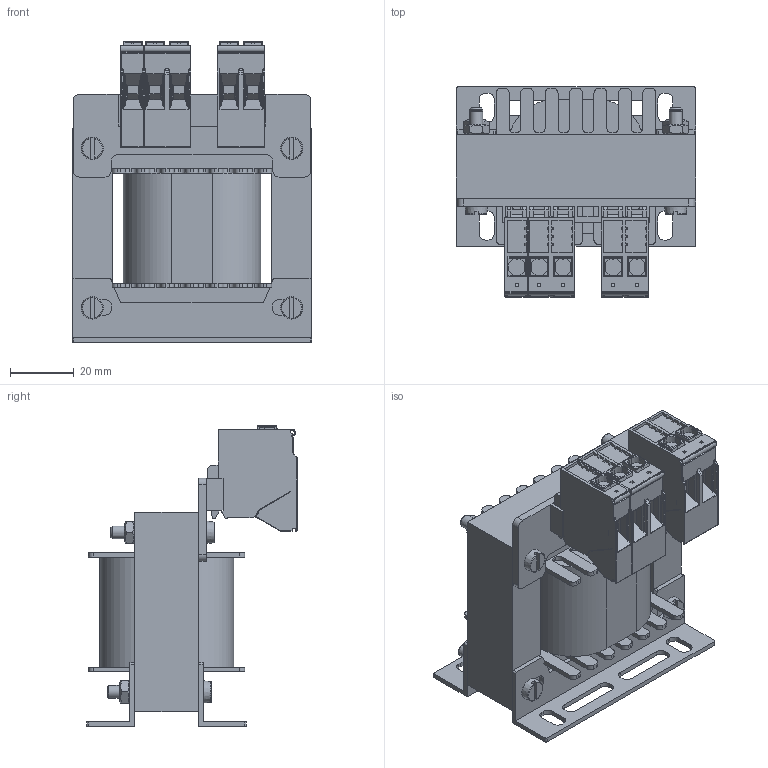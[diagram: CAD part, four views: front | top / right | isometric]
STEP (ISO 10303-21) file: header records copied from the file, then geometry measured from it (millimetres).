
FILE_DESCRIPTION(/* description */ (''),/* implementation_level */ '2;1');
FILE_NAME(/* name */ 'TNA00403200.stp',/* time_stamp */ '2023-09-05T09:54:36+02:00',/* author */ ('velazquez'),/* organization */ (''),/* preprocessor_version */ 'ST-DEVELOPER v19.2',/* originating_system */ 'Autodesk Inventor 2023',/* authorisation */ '');
FILE_SCHEMA (('AUTOMOTIVE_DESIGN { 1 0 10303 214 3 1 1 }'));
Products named in the file (10): TNA00403200; EI75 x 62,5 - 20 (RC25); AF25DIN; DIN 934 - M4; DIN 84 - M4 x 30; EI 75 X 62,5 - 20; EI75; 1226_TKS_4_2_F NARANJA; 1226_TKS_4_2_F; 1225_TKS_4_1_F (TIERRA)
Assembly tree (16 placements, depth 2):
  TNA00403200
    EI75 x 62,5 - 20 (RC25)
    AF25DIN  x2
    DIN 934 - M4  x4
    DIN 84 - M4 x 30  x4
    EI 75 X 62,5 - 20
    EI75
    1226_TKS_4_2_F NARANJA
    1226_TKS_4_2_F
    1225_TKS_4_1_F (TIERRA)
Bounding box: 75 x 65.95 x 94.35 mm (x, y, z)
Volume: 149291.3 mm3; surface area: 64725.4 mm2
Topology: 16 solids, 16 shells, 5231 faces, 14640 edges, 9554 vertices
Faces by surface type: plane 4283, cylinder 664, bspline 144, torus 108, cone 28, sphere 4
Full cylindrical faces by diameter (mm): 3.242 x4, 3.621 x4, 4 x6, 4.5 x4
Entity records: 171308 total; most frequent: CARTESIAN_POINT 34244, ORIENTED_EDGE 28494, DIRECTION 25556, EDGE_CURVE 14247, LINE 12568, VECTOR 12568, VERTEX_POINT 9305, AXIS2_PLACEMENT_3D 6494
